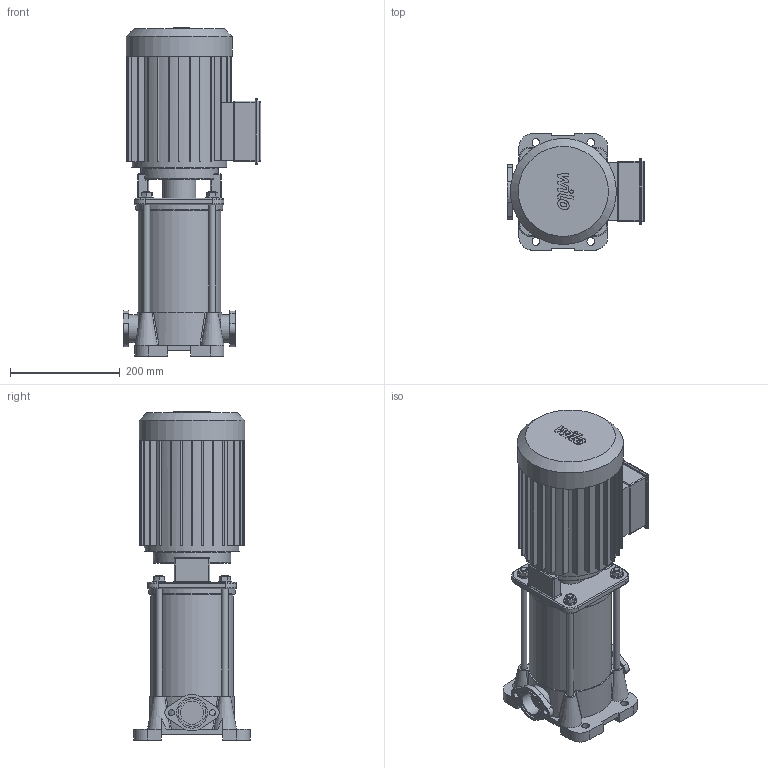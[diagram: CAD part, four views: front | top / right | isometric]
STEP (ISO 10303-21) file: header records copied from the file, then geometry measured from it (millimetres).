
FILE_DESCRIPTION(/* description */ (''),/* implementation_level */ '2;1');
FILE_NAME(/* name */ '3d_MVIL508-16_E_3-400-50-2_IE3-4211073.stp',/* time_stamp */ '2017-01-31T19:20:54+01:00',/* author */ ('Łukasz'),/* organization */ (''),/* preprocessor_version */ 'ST-DEVELOPER v16.1',/* originating_system */ 'AutoCAD Mechanical',/* authorisation */ '');
FILE_SCHEMA (('AUTOMOTIVE_DESIGN { 1 0 10303 214 3 1 1 }'));
Length unit declared in the file: millimetre
Products named in the file (1): Product
Bounding box: 250 x 212 x 597.7 mm (x, y, z)
Volume: 13463208 mm3; surface area: 752867.4 mm2
Topology: 14 solids, 14 shells, 497 faces, 1233 edges, 767 vertices
Faces by surface type: plane 256, cylinder 152, bspline 36, torus 23, sphere 20, cone 10
Full cylindrical faces by diameter (mm): 11 x4, 12 x8, 14 x4, 24 x4, 42.4 x4, 50.4 x4, 56.4 x2, 60 x1, 141 x1, 150 x1, 158 x1, 173 x1, 193 x1
Entity records: 15751 total; most frequent: CARTESIAN_POINT 4155, DIRECTION 2385, ORIENTED_EDGE 2334, EDGE_CURVE 1167, AXIS2_PLACEMENT_3D 862, VERTEX_POINT 764, LINE 661, VECTOR 661
